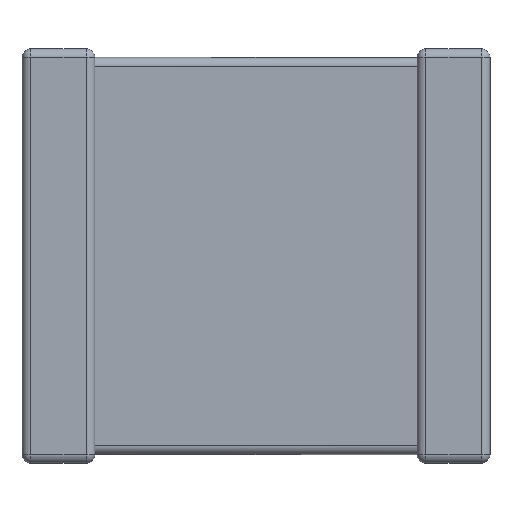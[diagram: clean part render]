
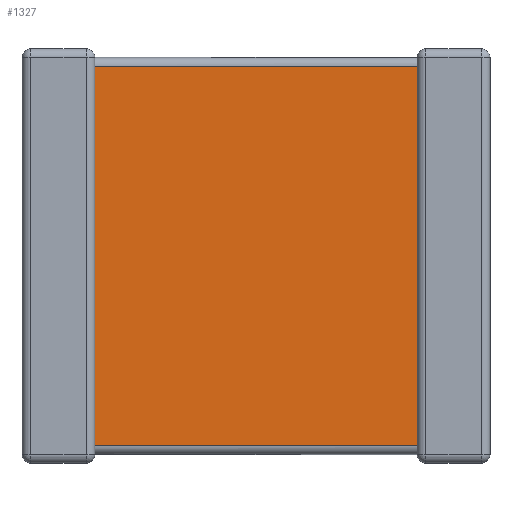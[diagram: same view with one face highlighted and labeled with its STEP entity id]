
A CAD part, front view. The second image highlights one B-rep face of the part: STEP entity #1327.
In plain terms, the highlighted planar face has unit normal (0, -1, 0).
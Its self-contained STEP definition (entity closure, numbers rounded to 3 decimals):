
#6 = DIRECTION ( 'NONE',  ( 1., 0., 0. ) ) ;
#109 = DIRECTION ( 'NONE',  ( 0., 0., -1. ) ) ;
#123 = LINE ( 'NONE', #347, #1678 ) ;
#309 = DIRECTION ( 'NONE',  ( 0., 0., 1. ) ) ;
#338 = VERTEX_POINT ( 'NONE', #1145 ) ;
#347 = CARTESIAN_POINT ( 'NONE',  ( 5.15, 0.112, -5.175 ) ) ;
#475 = VECTOR ( 'NONE', #309, 1000. ) ;
#550 = CARTESIAN_POINT ( 'NONE',  ( 0.95, 0.112, -5.4 ) ) ;
#694 = EDGE_CURVE ( 'NONE', #338, #1959, #123, .T. ) ;
#737 = EDGE_LOOP ( 'NONE', ( #1928, #2163, #3053, #3750 ) ) ;
#847 = DIRECTION ( 'NONE',  ( 0., -1., 0. ) ) ;
#922 = EDGE_CURVE ( 'NONE', #1207, #3974, #3627, .T. ) ;
#1089 = CARTESIAN_POINT ( 'NONE',  ( 0.95, 0.112, -0.225 ) ) ;
#1145 = CARTESIAN_POINT ( 'NONE',  ( 0.95, 0.112, -5.175 ) ) ;
#1207 = VERTEX_POINT ( 'NONE', #1608 ) ;
#1327 = ADVANCED_FACE ( 'NONE', ( #3349 ), #4037, .T. ) ;
#1439 = LINE ( 'NONE', #550, #2745 ) ;
#1608 = CARTESIAN_POINT ( 'NONE',  ( 5.15, 0.112, -0.225 ) ) ;
#1678 = VECTOR ( 'NONE', #6, 1000. ) ;
#1928 = ORIENTED_EDGE ( 'NONE', *, *, #2096, .F. ) ;
#1957 = VECTOR ( 'NONE', #2886, 1000. ) ;
#1959 = VERTEX_POINT ( 'NONE', #3057 ) ;
#2061 = CARTESIAN_POINT ( 'NONE',  ( 0.95, 0.112, -0.225 ) ) ;
#2096 = EDGE_CURVE ( 'NONE', #338, #3974, #1439, .T. ) ;
#2132 = LINE ( 'NONE', #2445, #475 ) ;
#2163 = ORIENTED_EDGE ( 'NONE', *, *, #694, .T. ) ;
#2344 = DIRECTION ( 'NONE',  ( 0., 0., 1. ) ) ;
#2445 = CARTESIAN_POINT ( 'NONE',  ( 5.15, 0.112, -5.4 ) ) ;
#2745 = VECTOR ( 'NONE', #2344, 1000. ) ;
#2886 = DIRECTION ( 'NONE',  ( -1., 0., 0. ) ) ;
#3053 = ORIENTED_EDGE ( 'NONE', *, *, #3767, .T. ) ;
#3057 = CARTESIAN_POINT ( 'NONE',  ( 5.15, 0.112, -5.175 ) ) ;
#3349 = FACE_OUTER_BOUND ( 'NONE', #737, .T. ) ;
#3627 = LINE ( 'NONE', #1089, #1957 ) ;
#3717 = CARTESIAN_POINT ( 'NONE',  ( 0.95, 0.112, -5.4 ) ) ;
#3726 = AXIS2_PLACEMENT_3D ( 'NONE', #3717, #847, #109 ) ;
#3750 = ORIENTED_EDGE ( 'NONE', *, *, #922, .T. ) ;
#3767 = EDGE_CURVE ( 'NONE', #1959, #1207, #2132, .T. ) ;
#3974 = VERTEX_POINT ( 'NONE', #2061 ) ;
#4037 = PLANE ( 'NONE',  #3726 ) ;
